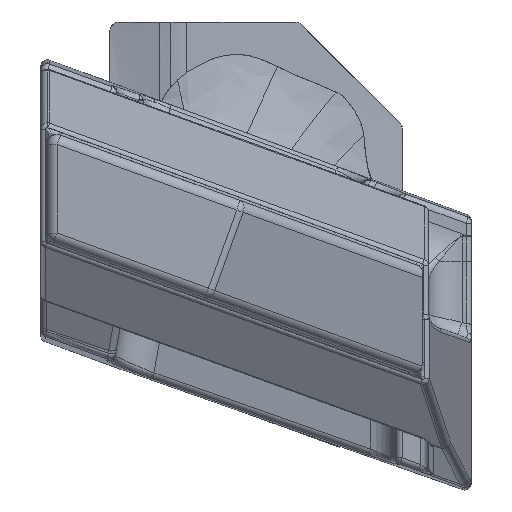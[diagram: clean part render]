
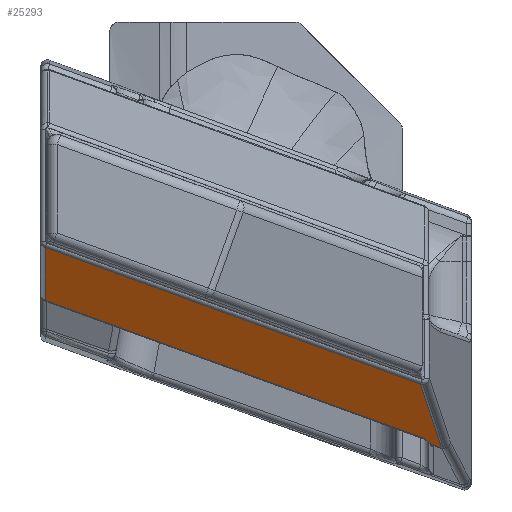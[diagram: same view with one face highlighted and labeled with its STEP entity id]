
A CAD part, front view. The second image highlights one B-rep face of the part: STEP entity #25293.
In plain terms, the highlighted planar face has unit normal (-0.321, -0.342, -0.883).
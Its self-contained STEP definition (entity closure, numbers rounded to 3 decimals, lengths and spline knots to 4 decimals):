
#514 = CARTESIAN_POINT ( 'NONE',  ( 0.4958, -2.4676, -0.5235 ) ) ;
#666 = CARTESIAN_POINT ( 'NONE',  ( 0.4985, -2.4661, -0.5251 ) ) ;
#1091 = VECTOR ( 'NONE', #57068, 39.3701 ) ;
#1829 = ORIENTED_EDGE ( 'NONE', *, *, #44894, .T. ) ;
#4259 = AXIS2_PLACEMENT_3D ( 'NONE', #28048, #59607, #23290 ) ;
#4364 = DIRECTION ( 'NONE',  ( -0.94, 0., 0.342 ) ) ;
#4604 = CARTESIAN_POINT ( 'NONE',  ( 0.5306, -2.4418, -0.5461 ) ) ;
#8519 = VECTOR ( 'NONE', #4364, 39.3701 ) ;
#10503 = CARTESIAN_POINT ( 'NONE',  ( 0.5187, -2.4475, -0.5396 ) ) ;
#11244 = VERTEX_POINT ( 'NONE', #47659 ) ;
#11266 = VERTEX_POINT ( 'NONE', #514 ) ;
#14189 = CARTESIAN_POINT ( 'NONE',  ( -0.6255, -2.8719, 0.0412 ) ) ;
#15919 = CARTESIAN_POINT ( 'NONE',  ( 0.4958, -2.4676, -0.5235 ) ) ;
#18701 = ORIENTED_EDGE ( 'NONE', *, *, #41244, .F. ) ;
#19417 = CARTESIAN_POINT ( 'NONE',  ( -0.6242, -2.812, 0.0175 ) ) ;
#20093 = LINE ( 'NONE', #19417, #1091 ) ;
#21344 = CARTESIAN_POINT ( 'NONE',  ( 0.5062, -2.4609, -0.5299 ) ) ;
#22477 = CARTESIAN_POINT ( 'NONE',  ( -0.6242, -2.4676, -0.1159 ) ) ;
#23290 = DIRECTION ( 'NONE',  ( 0.729, -0.685, 0. ) ) ;
#23642 = VERTEX_POINT ( 'NONE', #50328 ) ;
#25293 = ADVANCED_FACE ( 'NONE', ( #54853 ), #28718, .F. ) ;
#25438 = CARTESIAN_POINT ( 'NONE',  ( 0.5086, -2.4589, -0.5315 ) ) ;
#25870 = CARTESIAN_POINT ( 'NONE',  ( -0.2509, -2.4676, -0.2517 ) ) ;
#26766 = CARTESIAN_POINT ( 'NONE',  ( 0.5012, -2.4645, -0.5267 ) ) ;
#28048 = CARTESIAN_POINT ( 'NONE',  ( -0.055, -2.8818, -0.1626 ) ) ;
#28651 = VERTEX_POINT ( 'NONE', #22477 ) ;
#28718 = PLANE ( 'NONE',  #4259 ) ;
#29407 = ORIENTED_EDGE ( 'NONE', *, *, #36825, .F. ) ;
#30656 = ORIENTED_EDGE ( 'NONE', *, *, #32105, .T. ) ;
#31617 = CARTESIAN_POINT ( 'NONE',  ( 0.4958, -2.4676, -0.5235 ) ) ;
#32080 = CARTESIAN_POINT ( 'NONE',  ( 0.4876, -2.8719, -0.3639 ) ) ;
#32105 = EDGE_CURVE ( 'NONE', #48962, #11244, #55933, .T. ) ;
#35133 = CARTESIAN_POINT ( 'NONE',  ( -0.6242, -2.4676, -0.1159 ) ) ;
#36361 = B_SPLINE_CURVE_WITH_KNOTS ( 'NONE', 3,
 ( #31617, #51985, #25870, #35133 ),
 .UNSPECIFIED., .F., .F.,
 ( 4, 4 ),
 ( 0., 0.988 ),
 .UNSPECIFIED. ) ;
#36758 = ORIENTED_EDGE ( 'NONE', *, *, #51416, .T. ) ;
#36825 = EDGE_CURVE ( 'NONE', #11266, #28651, #36361, .T. ) ;
#38654 = VERTEX_POINT ( 'NONE', #45712 ) ;
#38685 = B_SPLINE_CURVE_WITH_KNOTS ( 'NONE', 3,
 ( #15919, #666, #26766, #21344, #25438, #47470, #10503, #42043 ),
 .UNSPECIFIED., .F., .F.,
 ( 4, 2, 2, 4 ),
 ( -0.0001, 0.0002, 0.0005, 0.001 ),
 .UNSPECIFIED. ) ;
#40357 = ORIENTED_EDGE ( 'NONE', *, *, #50232, .T. ) ;
#40504 = B_SPLINE_CURVE_WITH_KNOTS ( 'NONE', 3,
 ( #51068, #61597, #4604, #50054 ),
 .UNSPECIFIED., .F., .F.,
 ( 4, 4 ),
 ( 0.3972, 0.832 ),
 .UNSPECIFIED. ) ;
#40711 = EDGE_LOOP ( 'NONE', ( #40357, #30656, #36758, #29407, #1829, #18701 ) ) ;
#41244 = EDGE_CURVE ( 'NONE', #23642, #38654, #40504, .T. ) ;
#42043 = CARTESIAN_POINT ( 'NONE',  ( 0.5212, -2.4418, -0.5427 ) ) ;
#44894 = EDGE_CURVE ( 'NONE', #11266, #38654, #38685, .T. ) ;
#45712 = CARTESIAN_POINT ( 'NONE',  ( 0.5212, -2.4418, -0.5427 ) ) ;
#46201 = LINE ( 'NONE', #66903, #64065 ) ;
#47470 = CARTESIAN_POINT ( 'NONE',  ( 0.5151, -2.4525, -0.5364 ) ) ;
#47659 = CARTESIAN_POINT ( 'NONE',  ( -0.6242, -2.8719, 0.0407 ) ) ;
#48962 = VERTEX_POINT ( 'NONE', #32080 ) ;
#50054 = CARTESIAN_POINT ( 'NONE',  ( 0.5212, -2.4418, -0.5427 ) ) ;
#50232 = EDGE_CURVE ( 'NONE', #23642, #48962, #46201, .T. ) ;
#50328 = CARTESIAN_POINT ( 'NONE',  ( 0.5493, -2.4418, -0.5529 ) ) ;
#51068 = CARTESIAN_POINT ( 'NONE',  ( 0.5493, -2.4418, -0.5529 ) ) ;
#51416 = EDGE_CURVE ( 'NONE', #11244, #28651, #20093, .T. ) ;
#51985 = CARTESIAN_POINT ( 'NONE',  ( 0.1224, -2.4676, -0.3876 ) ) ;
#54853 = FACE_OUTER_BOUND ( 'NONE', #40711, .T. ) ;
#55933 = LINE ( 'NONE', #14189, #8519 ) ;
#56733 = DIRECTION ( 'NONE',  ( -0.13, -0.908, 0.399 ) ) ;
#57068 = DIRECTION ( 'NONE',  ( 0., 0.932, -0.361 ) ) ;
#59607 = DIRECTION ( 'NONE',  ( 0.321, 0.342, 0.883 ) ) ;
#61597 = CARTESIAN_POINT ( 'NONE',  ( 0.5399, -2.4418, -0.5495 ) ) ;
#64065 = VECTOR ( 'NONE', #56733, 39.3701 ) ;
#66903 = CARTESIAN_POINT ( 'NONE',  ( 0.4667, -3.0171, -0.3001 ) ) ;
